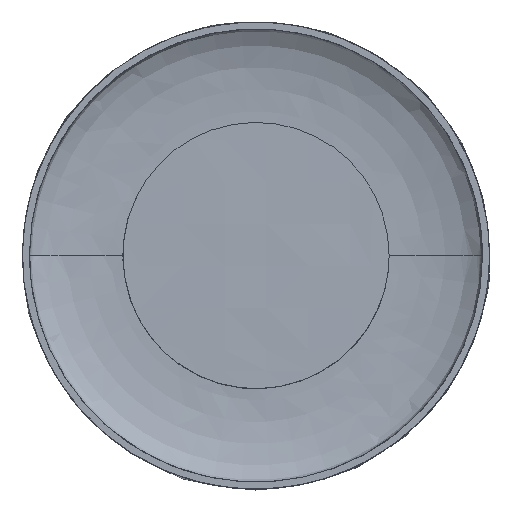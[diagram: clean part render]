
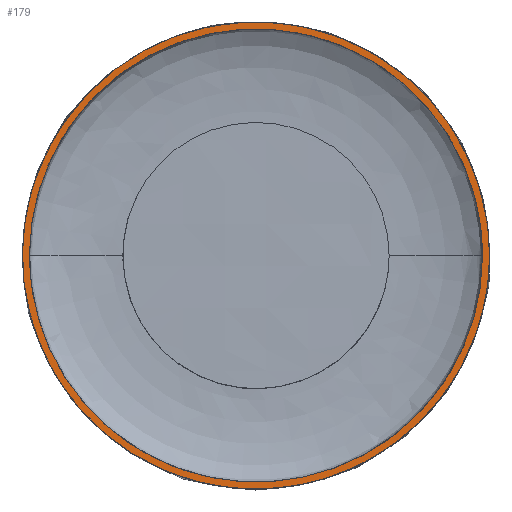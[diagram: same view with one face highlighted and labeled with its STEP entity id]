
A CAD part, top view. The second image highlights one B-rep face of the part: STEP entity #179.
In plain terms, the highlighted planar face has unit normal (0, 0, 1).
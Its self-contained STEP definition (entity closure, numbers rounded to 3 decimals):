
#11=FACE_BOUND('',#232,.T.);
#64=(
BOUNDED_CURVE()
B_SPLINE_CURVE(2,(#12352,#12353,#12354,#12355,#12356,#12357,#12358,#12359,
#12360),.UNSPECIFIED.,.T.,.F.)
B_SPLINE_CURVE_WITH_KNOTS((3,2,2,2,3),(0.,314.453,628.906,
943.358,1257.811),.UNSPECIFIED.)
CURVE()
GEOMETRIC_REPRESENTATION_ITEM()
RATIONAL_B_SPLINE_CURVE((1.,0.707,1.,0.707,1.,0.707,
1.,0.707,1.))
REPRESENTATION_ITEM('')
);
#65=(
BOUNDED_CURVE()
B_SPLINE_CURVE(2,(#12361,#12362,#12363,#12364,#12365,#12366,#12367,#12368,
#12369),.UNSPECIFIED.,.T.,.F.)
B_SPLINE_CURVE_WITH_KNOTS((3,2,2,2,3),(0.,304.883,609.765,
914.648,1219.53),.UNSPECIFIED.)
CURVE()
GEOMETRIC_REPRESENTATION_ITEM()
RATIONAL_B_SPLINE_CURVE((1.,0.707,1.,0.707,1.,0.707,
1.,0.707,1.))
REPRESENTATION_ITEM('')
);
#179=ADVANCED_FACE('',(#205,#11),#563,.T.);
#205=FACE_OUTER_BOUND('',#231,.T.);
#231=EDGE_LOOP('',(#325));
#232=EDGE_LOOP('',(#326));
#325=ORIENTED_EDGE('',*,*,#419,.T.);
#326=ORIENTED_EDGE('',*,*,#420,.T.);
#419=EDGE_CURVE('',#549,#549,#64,.T.);
#420=EDGE_CURVE('',#550,#550,#65,.T.);
#549=VERTEX_POINT('',#12350);
#550=VERTEX_POINT('',#12351);
#563=PLANE('',#589);
#589=AXIS2_PLACEMENT_3D('',#12349,#598,$);
#598=DIRECTION('',(0.,0.,1.));
#12349=CARTESIAN_POINT('',(1870.127,-1707.551,548.273));
#12350=CARTESIAN_POINT('',(2320.548,-1457.318,548.273));
#12351=CARTESIAN_POINT('',(2314.455,-1457.318,548.273));
#12352=CARTESIAN_POINT('',(2320.548,-1457.318,548.273));
#12353=CARTESIAN_POINT('',(2320.548,-1257.131,548.273));
#12354=CARTESIAN_POINT('',(2120.361,-1257.131,548.273));
#12355=CARTESIAN_POINT('',(1920.174,-1257.131,548.273));
#12356=CARTESIAN_POINT('',(1920.174,-1457.318,548.273));
#12357=CARTESIAN_POINT('',(1920.174,-1657.505,548.273));
#12358=CARTESIAN_POINT('',(2120.361,-1657.505,548.273));
#12359=CARTESIAN_POINT('',(2320.548,-1657.505,548.273));
#12360=CARTESIAN_POINT('',(2320.548,-1457.318,548.273));
#12361=CARTESIAN_POINT('',(2314.455,-1457.318,548.273));
#12362=CARTESIAN_POINT('',(2314.455,-1651.412,548.273));
#12363=CARTESIAN_POINT('',(2120.361,-1651.412,548.273));
#12364=CARTESIAN_POINT('',(1926.266,-1651.412,548.273));
#12365=CARTESIAN_POINT('',(1926.266,-1457.318,548.273));
#12366=CARTESIAN_POINT('',(1926.266,-1263.224,548.273));
#12367=CARTESIAN_POINT('',(2120.361,-1263.224,548.273));
#12368=CARTESIAN_POINT('',(2314.455,-1263.224,548.273));
#12369=CARTESIAN_POINT('',(2314.455,-1457.318,548.273));
